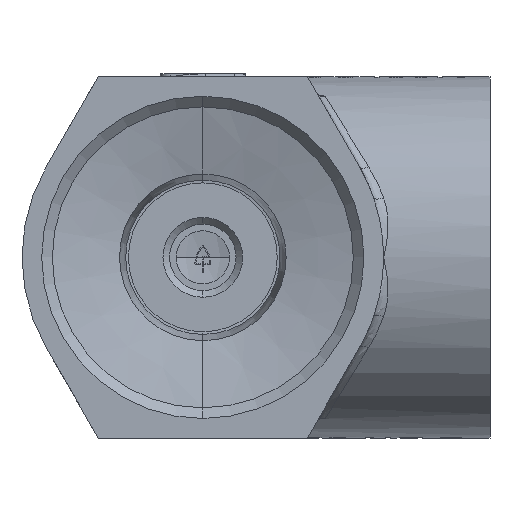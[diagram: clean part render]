
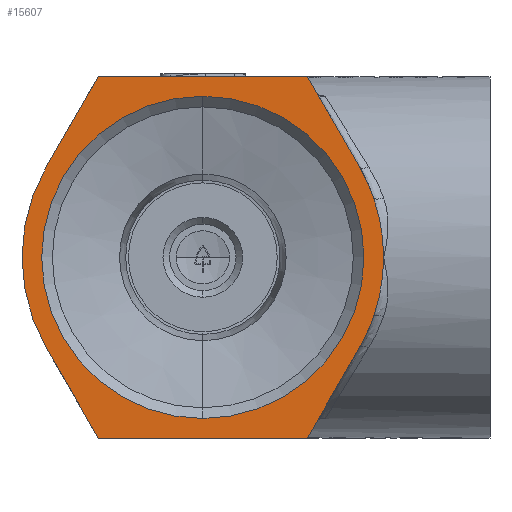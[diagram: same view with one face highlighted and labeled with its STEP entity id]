
A CAD part, front view. The second image highlights one B-rep face of the part: STEP entity #15607.
In plain terms, the highlighted planar face has unit normal (0, -1, 0).
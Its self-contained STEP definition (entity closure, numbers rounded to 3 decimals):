
#93 = VERTEX_POINT ( 'NONE', #20286 ) ;
#751 = VERTEX_POINT ( 'NONE', #25888 ) ;
#779 = VERTEX_POINT ( 'NONE', #26023 ) ;
#814 = EDGE_CURVE ( 'NONE', #779, #751, #26268, .T. ) ;
#4346 = CARTESIAN_POINT ( 'NONE',  ( 32.111, -18., -11.175 ) ) ;
#4365 = CARTESIAN_POINT ( 'NONE',  ( 32.111, -18., 11.175 ) ) ;
#4442 = VERTEX_POINT ( 'NONE', #4365 ) ;
#4450 = VERTEX_POINT ( 'NONE', #4346 ) ;
#4586 = CARTESIAN_POINT ( 'NONE',  ( 29.445, -18., 17. ) ) ;
#4603 = CIRCLE ( 'NONE', #4641, 34. ) ;
#4612 = CARTESIAN_POINT ( 'NONE',  ( 29.445, -18., -17. ) ) ;
#4638 = DIRECTION ( 'NONE',  ( 0., 0., -1. ) ) ;
#4639 = DIRECTION ( 'NONE',  ( 0., -1., 0. ) ) ;
#4640 = CARTESIAN_POINT ( 'NONE',  ( 0., -18., 0. ) ) ;
#4641 = AXIS2_PLACEMENT_3D ( 'NONE', #4640, #4639, #4638 ) ;
#4910 = VERTEX_POINT ( 'NONE', #4612 ) ;
#4914 = EDGE_CURVE ( 'NONE', #4910, #4450, #4603, .T. ) ;
#4917 = DIRECTION ( 'NONE',  ( 0., 0., -1. ) ) ;
#4918 = DIRECTION ( 'NONE',  ( 0., 1., 0. ) ) ;
#4920 = AXIS2_PLACEMENT_3D ( 'NONE', #4948, #4918, #4917 ) ;
#4921 = CIRCLE ( 'NONE', #4920, 30.3 ) ;
#4926 = VERTEX_POINT ( 'NONE', #4586 ) ;
#4937 = CARTESIAN_POINT ( 'NONE',  ( 0., -18., -30.3 ) ) ;
#4946 = CARTESIAN_POINT ( 'NONE',  ( 0., -18., 30.3 ) ) ;
#4948 = CARTESIAN_POINT ( 'NONE',  ( 0., -18., 0. ) ) ;
#7036 = CARTESIAN_POINT ( 'NONE',  ( 19.63, -18., 34. ) ) ;
#7294 = CARTESIAN_POINT ( 'NONE',  ( -19.63, -18., 34. ) ) ;
#7316 = DIRECTION ( 'NONE',  ( -0.5, 0., 0.866 ) ) ;
#7317 = VECTOR ( 'NONE', #7316, 1000. ) ;
#7318 = CARTESIAN_POINT ( 'NONE',  ( 29.445, -18., 17. ) ) ;
#7319 = LINE ( 'NONE', #7318, #7317 ) ;
#7359 = DIRECTION ( 'NONE',  ( -1., 0., 0. ) ) ;
#7360 = VECTOR ( 'NONE', #7359, 1000. ) ;
#7361 = CARTESIAN_POINT ( 'NONE',  ( 19.63, -18., 34. ) ) ;
#7362 = LINE ( 'NONE', #7361, #7360 ) ;
#7405 = DIRECTION ( 'NONE',  ( -0.5, 0., -0.866 ) ) ;
#7406 = VECTOR ( 'NONE', #7405, 1000. ) ;
#7408 = CARTESIAN_POINT ( 'NONE',  ( -19.63, -18., 34. ) ) ;
#7409 = LINE ( 'NONE', #7408, #7406 ) ;
#7504 = DIRECTION ( 'NONE',  ( 0.5, 0., -0.866 ) ) ;
#7505 = VECTOR ( 'NONE', #7504, 1000. ) ;
#7506 = CARTESIAN_POINT ( 'NONE',  ( -29.445, -18., -17. ) ) ;
#7507 = LINE ( 'NONE', #7506, #7505 ) ;
#7544 = CARTESIAN_POINT ( 'NONE',  ( 0., -18., 0. ) ) ;
#7560 = PLANE ( 'NONE',  #7566 ) ;
#7566 = AXIS2_PLACEMENT_3D ( 'NONE', #7631, #7630, #7629 ) ;
#7567 = FACE_BOUND ( 'NONE', #15609, .T. ) ;
#7579 = AXIS2_PLACEMENT_3D ( 'NONE', #7544, #7628, #7627 ) ;
#7580 = CARTESIAN_POINT ( 'NONE',  ( 0., -18., 0. ) ) ;
#7582 = FACE_OUTER_BOUND ( 'NONE', #15599, .T. ) ;
#7583 = CIRCLE ( 'NONE', #7579, 30.3 ) ;
#7618 = DIRECTION ( 'NONE',  ( 0., 0., -1. ) ) ;
#7619 = DIRECTION ( 'NONE',  ( 0., -1., 0. ) ) ;
#7622 = AXIS2_PLACEMENT_3D ( 'NONE', #7580, #7619, #7618 ) ;
#7623 = DIRECTION ( 'NONE',  ( 0.5, 0., 0.866 ) ) ;
#7624 = VECTOR ( 'NONE', #7623, 1000. ) ;
#7625 = CIRCLE ( 'NONE', #7622, 34. ) ;
#7627 = DIRECTION ( 'NONE',  ( 0., 0., -1. ) ) ;
#7628 = DIRECTION ( 'NONE',  ( 0., 1., 0. ) ) ;
#7629 = DIRECTION ( 'NONE',  ( 0., 0., -1. ) ) ;
#7630 = DIRECTION ( 'NONE',  ( 0., -1., 0. ) ) ;
#7631 = CARTESIAN_POINT ( 'NONE',  ( 0., -18., 0. ) ) ;
#7632 = CARTESIAN_POINT ( 'NONE',  ( 19.63, -18., -34. ) ) ;
#7633 = LINE ( 'NONE', #7632, #7624 ) ;
#7718 = DIRECTION ( 'NONE',  ( 0., 0., -1. ) ) ;
#7719 = DIRECTION ( 'NONE',  ( 0., -1., 0. ) ) ;
#7720 = AXIS2_PLACEMENT_3D ( 'NONE', #7728, #7719, #7718 ) ;
#7721 = CIRCLE ( 'NONE', #7720, 34. ) ;
#7728 = CARTESIAN_POINT ( 'NONE',  ( 0., -18., 0. ) ) ;
#8972 = CIRCLE ( 'NONE', #9016, 34. ) ;
#8978 = CARTESIAN_POINT ( 'NONE',  ( 0., -18., 0. ) ) ;
#9007 = DIRECTION ( 'NONE',  ( 0., 0., -1. ) ) ;
#9014 = DIRECTION ( 'NONE',  ( 0., -1., 0. ) ) ;
#9016 = AXIS2_PLACEMENT_3D ( 'NONE', #8978, #9014, #9007 ) ;
#10093 = VERTEX_POINT ( 'NONE', #4946 ) ;
#10531 = EDGE_CURVE ( 'NONE', #10610, #10093, #4921, .T. ) ;
#10610 = VERTEX_POINT ( 'NONE', #4937 ) ;
#15497 = VERTEX_POINT ( 'NONE', #7036 ) ;
#15521 = VERTEX_POINT ( 'NONE', #7294 ) ;
#15526 = EDGE_CURVE ( 'NONE', #4926, #15497, #7319, .T. ) ;
#15548 = EDGE_CURVE ( 'NONE', #15497, #15521, #7362, .T. ) ;
#15553 = EDGE_CURVE ( 'NONE', #15521, #28632, #7409, .T. ) ;
#15574 = ORIENTED_EDGE ( 'NONE', *, *, #15611, .T. ) ;
#15581 = EDGE_CURVE ( 'NONE', #27639, #779, #7507, .T. ) ;
#15598 = ORIENTED_EDGE ( 'NONE', *, *, #10531, .T. ) ;
#15599 = EDGE_LOOP ( 'NONE', ( #15627, #15626, #15619, #15628, #15605, #15622, #15615, #15641, #15614, #15647, #15606 ) ) ;
#15605 = ORIENTED_EDGE ( 'NONE', *, *, #15526, .T. ) ;
#15606 = ORIENTED_EDGE ( 'NONE', *, *, #15612, .T. ) ;
#15607 = ADVANCED_FACE ( 'NONE', ( #7567, #7582 ), #7560, .T. ) ;
#15609 = EDGE_LOOP ( 'NONE', ( #15598, #15574 ) ) ;
#15611 = EDGE_CURVE ( 'NONE', #10093, #10610, #7583, .T. ) ;
#15612 = EDGE_CURVE ( 'NONE', #751, #4910, #7633, .T. ) ;
#15614 = ORIENTED_EDGE ( 'NONE', *, *, #15581, .T. ) ;
#15615 = ORIENTED_EDGE ( 'NONE', *, *, #15553, .T. ) ;
#15618 = EDGE_CURVE ( 'NONE', #4450, #93, #7625, .T. ) ;
#15619 = ORIENTED_EDGE ( 'NONE', *, *, #15636, .T. ) ;
#15622 = ORIENTED_EDGE ( 'NONE', *, *, #15548, .T. ) ;
#15626 = ORIENTED_EDGE ( 'NONE', *, *, #15618, .T. ) ;
#15627 = ORIENTED_EDGE ( 'NONE', *, *, #4914, .T. ) ;
#15628 = ORIENTED_EDGE ( 'NONE', *, *, #15894, .T. ) ;
#15636 = EDGE_CURVE ( 'NONE', #93, #4442, #7721, .T. ) ;
#15641 = ORIENTED_EDGE ( 'NONE', *, *, #28929, .T. ) ;
#15647 = ORIENTED_EDGE ( 'NONE', *, *, #814, .T. ) ;
#15894 = EDGE_CURVE ( 'NONE', #4442, #4926, #8972, .T. ) ;
#20286 = CARTESIAN_POINT ( 'NONE',  ( 34., -18., 0. ) ) ;
#25888 = CARTESIAN_POINT ( 'NONE',  ( 19.63, -18., -34. ) ) ;
#26023 = CARTESIAN_POINT ( 'NONE',  ( -19.63, -18., -34. ) ) ;
#26265 = DIRECTION ( 'NONE',  ( 1., 0., 0. ) ) ;
#26266 = VECTOR ( 'NONE', #26265, 1000. ) ;
#26267 = CARTESIAN_POINT ( 'NONE',  ( -19.63, -18., -34. ) ) ;
#26268 = LINE ( 'NONE', #26267, #26266 ) ;
#27639 = VERTEX_POINT ( 'NONE', #31539 ) ;
#28632 = VERTEX_POINT ( 'NONE', #31660 ) ;
#28929 = EDGE_CURVE ( 'NONE', #28632, #27639, #31714, .T. ) ;
#31539 = CARTESIAN_POINT ( 'NONE',  ( -29.445, -18., -17. ) ) ;
#31660 = CARTESIAN_POINT ( 'NONE',  ( -29.445, -18., 17. ) ) ;
#31695 = AXIS2_PLACEMENT_3D ( 'NONE', #31707, #31706, #31705 ) ;
#31705 = DIRECTION ( 'NONE',  ( 0., 0., -1. ) ) ;
#31706 = DIRECTION ( 'NONE',  ( 0., -1., 0. ) ) ;
#31707 = CARTESIAN_POINT ( 'NONE',  ( 0., -18., 0. ) ) ;
#31714 = CIRCLE ( 'NONE', #31695, 34. ) ;
